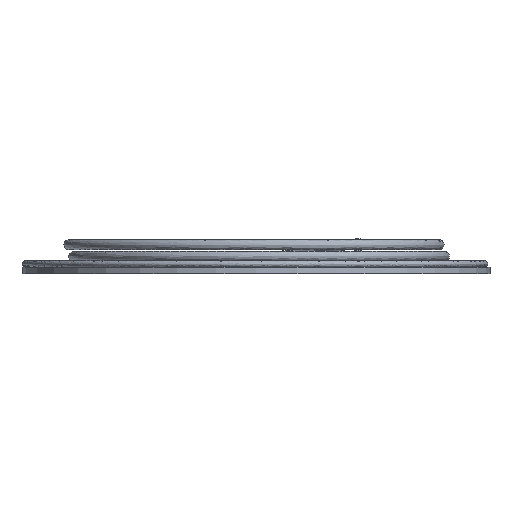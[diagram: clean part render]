
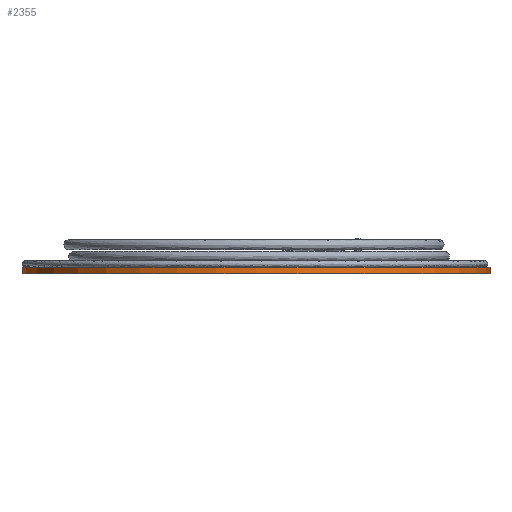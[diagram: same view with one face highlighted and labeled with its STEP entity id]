
A CAD part, left-side view. The second image highlights one B-rep face of the part: STEP entity #2355.
In plain terms, the highlighted cylindrical face has radius 27 mm (diameter 54 mm), a full revolution.
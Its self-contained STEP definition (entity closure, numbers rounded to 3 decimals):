
#46=CYLINDRICAL_SURFACE('',#2464,27.);
#698=ORIENTED_EDGE('',*,*,#947,.T.);
#699=ORIENTED_EDGE('',*,*,#948,.T.);
#947=EDGE_CURVE('',#1105,#1105,#1138,.T.);
#948=EDGE_CURVE('',#1106,#1106,#1139,.T.);
#1105=VERTEX_POINT('',#4294);
#1106=VERTEX_POINT('',#4297);
#1138=CIRCLE('',#2461,27.);
#1139=CIRCLE('',#2463,27.);
#1256=EDGE_LOOP('',(#698));
#1257=EDGE_LOOP('',(#699));
#1404=FACE_BOUND('',#1256,.T.);
#1405=FACE_BOUND('',#1257,.T.);
#2355=ADVANCED_FACE('',(#1404,#1405),#46,.T.);
#2461=AXIS2_PLACEMENT_3D('',#4293,#2704,#2705);
#2463=AXIS2_PLACEMENT_3D('',#4296,#2708,#2709);
#2464=AXIS2_PLACEMENT_3D('',#4298,#2710,#2711);
#2704=DIRECTION('',(0.,0.,-1.));
#2705=DIRECTION('',(0.,1.,0.));
#2708=DIRECTION('',(0.,0.,1.));
#2709=DIRECTION('',(1.,0.,0.));
#2710=DIRECTION('',(0.,0.,-1.));
#2711=DIRECTION('',(-1.,0.,0.));
#4293=CARTESIAN_POINT('',(0.,0.,0.7));
#4294=CARTESIAN_POINT('',(0.,27.,0.7));
#4296=CARTESIAN_POINT('',(0.,0.,0.));
#4297=CARTESIAN_POINT('',(27.,0.,0.));
#4298=CARTESIAN_POINT('',(0.,0.,1.4));
